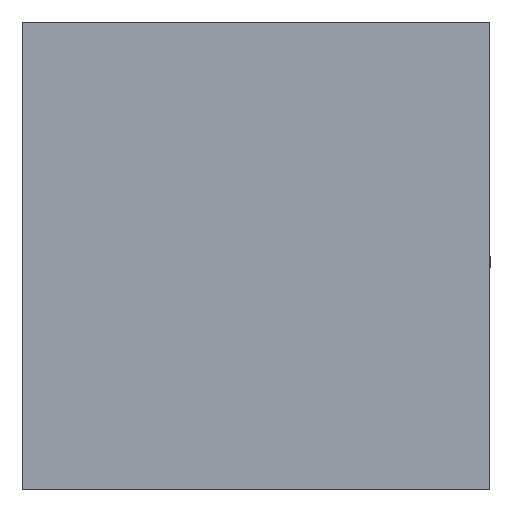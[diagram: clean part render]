
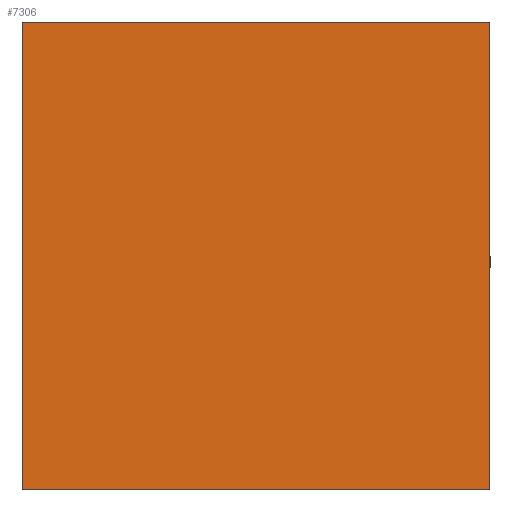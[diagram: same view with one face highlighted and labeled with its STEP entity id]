
A CAD part, front view. The second image highlights one B-rep face of the part: STEP entity #7306.
In plain terms, the highlighted planar face has unit normal (0, -1, 0).
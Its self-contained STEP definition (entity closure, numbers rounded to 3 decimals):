
#394 = DIRECTION ( 'NONE',  ( 1., 0., 0. ) ) ;
#1287 = ORIENTED_EDGE ( 'NONE', *, *, #6295, .F. ) ;
#1330 = VERTEX_POINT ( 'NONE', #9240 ) ;
#1345 = EDGE_CURVE ( 'NONE', #2973, #8176, #9470, .T. ) ;
#1941 = VECTOR ( 'NONE', #3416, 1000. ) ;
#2221 = LINE ( 'NONE', #3841, #11051 ) ;
#2528 = VERTEX_POINT ( 'NONE', #9126 ) ;
#2973 = VERTEX_POINT ( 'NONE', #4842 ) ;
#3416 = DIRECTION ( 'NONE',  ( 0., 0., 1. ) ) ;
#3644 = EDGE_LOOP ( 'NONE', ( #10779, #10634, #5818, #1287 ) ) ;
#3841 = CARTESIAN_POINT ( 'NONE',  ( 2.5, 0., -2.5 ) ) ;
#4717 = DIRECTION ( 'NONE',  ( 0., 1., 0. ) ) ;
#4794 = LINE ( 'NONE', #8277, #10064 ) ;
#4842 = CARTESIAN_POINT ( 'NONE',  ( -2.5, 0., -2.5 ) ) ;
#4905 = DIRECTION ( 'NONE',  ( 1., 0., 0. ) ) ;
#4960 = VECTOR ( 'NONE', #394, 1000. ) ;
#5569 = CARTESIAN_POINT ( 'NONE',  ( 0., 0., 0. ) ) ;
#5579 = CARTESIAN_POINT ( 'NONE',  ( -2.5, 0., 2.5 ) ) ;
#5693 = EDGE_CURVE ( 'NONE', #2528, #1330, #2221, .T. ) ;
#5818 = ORIENTED_EDGE ( 'NONE', *, *, #5693, .T. ) ;
#6295 = EDGE_CURVE ( 'NONE', #8176, #1330, #9227, .T. ) ;
#6313 = EDGE_CURVE ( 'NONE', #2973, #2528, #4794, .T. ) ;
#6804 = CARTESIAN_POINT ( 'NONE',  ( -2.5, 0., -2.5 ) ) ;
#6971 = AXIS2_PLACEMENT_3D ( 'NONE', #5569, #4717, #8202 ) ;
#7306 = ADVANCED_FACE ( 'NONE', ( #10796 ), #9103, .F. ) ;
#8176 = VERTEX_POINT ( 'NONE', #11228 ) ;
#8202 = DIRECTION ( 'NONE',  ( 0., 0., 1. ) ) ;
#8277 = CARTESIAN_POINT ( 'NONE',  ( -2.5, 0., -2.5 ) ) ;
#8976 = DIRECTION ( 'NONE',  ( 0., 0., 1. ) ) ;
#9103 = PLANE ( 'NONE',  #6971 ) ;
#9126 = CARTESIAN_POINT ( 'NONE',  ( 2.5, 0., -2.5 ) ) ;
#9227 = LINE ( 'NONE', #5579, #4960 ) ;
#9240 = CARTESIAN_POINT ( 'NONE',  ( 2.5, 0., 2.5 ) ) ;
#9470 = LINE ( 'NONE', #6804, #1941 ) ;
#10064 = VECTOR ( 'NONE', #4905, 1000. ) ;
#10634 = ORIENTED_EDGE ( 'NONE', *, *, #6313, .T. ) ;
#10779 = ORIENTED_EDGE ( 'NONE', *, *, #1345, .F. ) ;
#10796 = FACE_OUTER_BOUND ( 'NONE', #3644, .T. ) ;
#11051 = VECTOR ( 'NONE', #8976, 1000. ) ;
#11228 = CARTESIAN_POINT ( 'NONE',  ( -2.5, 0., 2.5 ) ) ;
